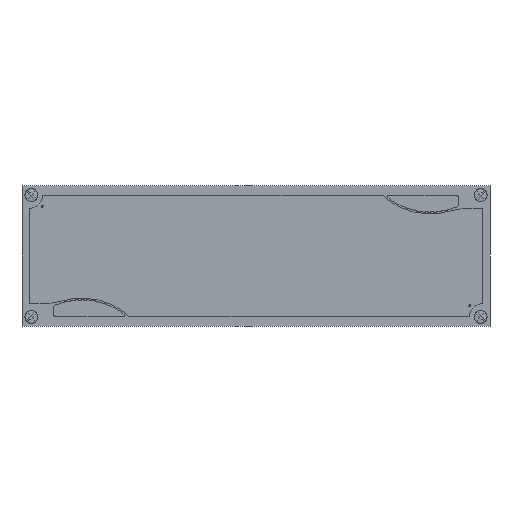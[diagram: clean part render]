
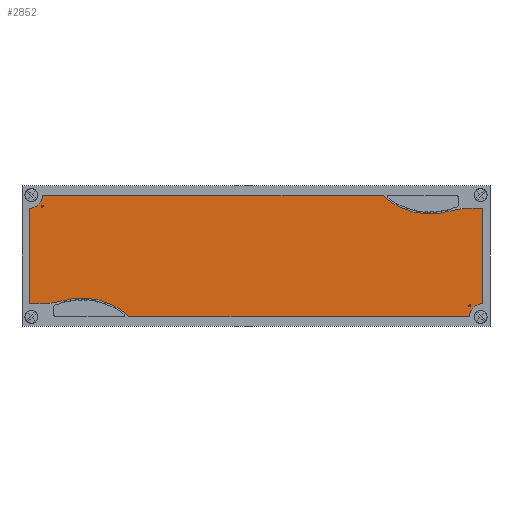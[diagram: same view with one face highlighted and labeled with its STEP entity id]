
A CAD part, front view. The second image highlights one B-rep face of the part: STEP entity #2852.
In plain terms, the highlighted planar face has unit normal (0, -1, 0).
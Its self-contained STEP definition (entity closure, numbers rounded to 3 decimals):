
#2852=ADVANCED_FACE('',(#5628,#5629,#5630),#5631,.T.);
#5628=FACE_BOUND('',#8361,.T.);
#5629=FACE_BOUND('',#8362,.T.);
#5630=FACE_OUTER_BOUND('',#8363,.T.);
#5631=PLANE('',#8364);
#8361=EDGE_LOOP('',(#16427,#16428));
#8362=EDGE_LOOP('',(#16429,#16430));
#8363=EDGE_LOOP('',(#16431,#16432,#16433,#16434,#16435,#16436,#16437,#16438,#16439,#16440,#16441,#16442));
#8364=AXIS2_PLACEMENT_3D('',#16443,#16444,#16445);
#16427=ORIENTED_EDGE('',*,*,#19355,.T.);
#16428=ORIENTED_EDGE('',*,*,#19321,.T.);
#16429=ORIENTED_EDGE('',*,*,#19359,.T.);
#16430=ORIENTED_EDGE('',*,*,#19316,.T.);
#16431=ORIENTED_EDGE('',*,*,#19864,.T.);
#16432=ORIENTED_EDGE('',*,*,#19860,.T.);
#16433=ORIENTED_EDGE('',*,*,#19855,.T.);
#16434=ORIENTED_EDGE('',*,*,#19872,.T.);
#16435=ORIENTED_EDGE('',*,*,#19873,.T.);
#16436=ORIENTED_EDGE('',*,*,#19874,.T.);
#16437=ORIENTED_EDGE('',*,*,#19875,.T.);
#16438=ORIENTED_EDGE('',*,*,#19876,.T.);
#16439=ORIENTED_EDGE('',*,*,#19877,.T.);
#16440=ORIENTED_EDGE('',*,*,#19878,.T.);
#16441=ORIENTED_EDGE('',*,*,#19879,.T.);
#16442=ORIENTED_EDGE('',*,*,#19868,.F.);
#16443=CARTESIAN_POINT('',(0.0,9.5,0.0));
#16444=DIRECTION('',(0.0,-1.0,0.0));
#16445=DIRECTION('',(0.0,0.0,-1.0));
#19316=EDGE_CURVE('',#23839,#23843,#23845,.T.);
#19321=EDGE_CURVE('',#23848,#23852,#23854,.T.);
#19355=EDGE_CURVE('',#23852,#23848,#23904,.T.);
#19359=EDGE_CURVE('',#23843,#23839,#23908,.T.);
#19855=EDGE_CURVE('',#24640,#24641,#24642,.T.);
#19860=EDGE_CURVE('',#24649,#24640,#24650,.T.);
#19864=EDGE_CURVE('',#24655,#24649,#24656,.T.);
#19868=EDGE_CURVE('',#24655,#24661,#24662,.T.);
#19872=EDGE_CURVE('',#24641,#24667,#24668,.T.);
#19873=EDGE_CURVE('',#24667,#24669,#24670,.T.);
#19874=EDGE_CURVE('',#24669,#24671,#24672,.T.);
#19875=EDGE_CURVE('',#24671,#24673,#24674,.T.);
#19876=EDGE_CURVE('',#24673,#24675,#24676,.T.);
#19877=EDGE_CURVE('',#24675,#24677,#24678,.T.);
#19878=EDGE_CURVE('',#24677,#24679,#24680,.T.);
#19879=EDGE_CURVE('',#24679,#24661,#24681,.T.);
#23839=VERTEX_POINT('',#30804);
#23843=VERTEX_POINT('',#30809);
#23845=CIRCLE('',#30812,1.1);
#23848=VERTEX_POINT('',#30815);
#23852=VERTEX_POINT('',#30820);
#23854=CIRCLE('',#30823,1.1);
#23904=CIRCLE('',#30881,1.1);
#23908=CIRCLE('',#30885,1.1);
#24640=VERTEX_POINT('',#31873);
#24641=VERTEX_POINT('',#31874);
#24642=CIRCLE('',#31875,75.627);
#24649=VERTEX_POINT('',#31884);
#24650=CIRCLE('',#31885,77.855);
#24655=VERTEX_POINT('',#31891);
#24656=LINE('',#31892,#31893);
#24661=VERTEX_POINT('',#31900);
#24662=LINE('',#31901,#31902);
#24667=VERTEX_POINT('',#31909);
#24668=LINE('',#31910,#31911);
#24669=VERTEX_POINT('',#31912);
#24670=CIRCLE('',#31913,14.0);
#24671=VERTEX_POINT('',#31914);
#24672=LINE('',#31915,#31916);
#24673=VERTEX_POINT('',#31917);
#24674=LINE('',#31918,#31919);
#24675=VERTEX_POINT('',#31920);
#24676=CIRCLE('',#31921,77.855);
#24677=VERTEX_POINT('',#31922);
#24678=CIRCLE('',#31923,75.627);
#24679=VERTEX_POINT('',#31924);
#24680=LINE('',#31925,#31926);
#24681=CIRCLE('',#31927,14.0);
#30804=CARTESIAN_POINT('',(229.434,9.5,-53.334));
#30809=CARTESIAN_POINT('',(227.234,9.5,-53.334));
#30812=AXIS2_PLACEMENT_3D('',#34896,#34897,#34898);
#30815=CARTESIAN_POINT('',(-227.234,9.5,53.334));
#30820=CARTESIAN_POINT('',(-229.434,9.5,53.334));
#30823=AXIS2_PLACEMENT_3D('',#34904,#34905,#34906);
#30881=AXIS2_PLACEMENT_3D('',#34963,#34964,#34965);
#30885=AXIS2_PLACEMENT_3D('',#34969,#34970,#34971);
#31873=CARTESIAN_POINT('',(207.3,9.5,48.));
#31874=CARTESIAN_POINT('',(134.8,9.5,65.));
#31875=AXIS2_PLACEMENT_3D('',#35543,#35544,#35545);
#31884=CARTESIAN_POINT('',(228.5,9.5,51.0));
#31885=AXIS2_PLACEMENT_3D('',#35551,#35552,#35553);
#31891=CARTESIAN_POINT('',(242.0,9.5,51.0));
#31892=CARTESIAN_POINT('',(117.625,9.5,51.0));
#31893=VECTOR('',#35558,1.0);
#31900=CARTESIAN_POINT('',(242.0,9.5,-51.0));
#31901=CARTESIAN_POINT('',(242.0,9.5,0.0));
#31902=VECTOR('',#35561,1.0);
#31909=CARTESIAN_POINT('',(-228.,9.5,65.));
#31910=CARTESIAN_POINT('',(0.0,9.5,65.0));
#31911=VECTOR('',#35564,1.0);
#31912=CARTESIAN_POINT('',(-242.0,9.5,51.0));
#31913=AXIS2_PLACEMENT_3D('',#35565,#35566,#35567);
#31914=CARTESIAN_POINT('',(-242.0,9.5,-51.0));
#31915=CARTESIAN_POINT('',(-242.0,9.5,0.0));
#31916=VECTOR('',#35568,1.0);
#31917=CARTESIAN_POINT('',(-228.5,9.5,-51.0));
#31918=CARTESIAN_POINT('',(-117.625,9.5,-51.0));
#31919=VECTOR('',#35569,1.0);
#31920=CARTESIAN_POINT('',(-207.3,9.5,-48.));
#31921=AXIS2_PLACEMENT_3D('',#35570,#35571,#35572);
#31922=CARTESIAN_POINT('',(-134.8,9.5,-65.));
#31923=AXIS2_PLACEMENT_3D('',#35573,#35574,#35575);
#31924=CARTESIAN_POINT('',(228.,9.5,-65.));
#31925=CARTESIAN_POINT('',(0.0,9.5,-65.0));
#31926=VECTOR('',#35576,1.0);
#31927=AXIS2_PLACEMENT_3D('',#35577,#35578,#35579);
#34896=CARTESIAN_POINT('',(228.334,9.5,-53.334));
#34897=DIRECTION('',(-0.0,1.0,0.0));
#34898=DIRECTION('',(1.0,0.0,0.0));
#34904=CARTESIAN_POINT('',(-228.334,9.5,53.334));
#34905=DIRECTION('',(-0.0,1.0,0.0));
#34906=DIRECTION('',(1.0,0.0,0.0));
#34963=CARTESIAN_POINT('',(-228.334,9.5,53.334));
#34964=DIRECTION('',(-0.0,1.0,0.0));
#34965=DIRECTION('',(1.0,0.0,0.0));
#34969=CARTESIAN_POINT('',(228.334,9.5,-53.334));
#34970=DIRECTION('',(-0.0,1.0,0.0));
#34971=DIRECTION('',(1.0,0.0,0.0));
#35543=CARTESIAN_POINT('',(186.078,9.5,120.589));
#35544=DIRECTION('',(0.0,1.0,0.0));
#35545=DIRECTION('',(-0.678,0.0,-0.735));
#35551=CARTESIAN_POINT('',(228.705,9.5,-26.855));
#35552=DIRECTION('',(0.0,-1.0,0.0));
#35553=DIRECTION('',(-0.003,0.0,1.));
#35558=DIRECTION('',(-1.0,-0.0,-0.0));
#35561=DIRECTION('',(0.0,0.0,-1.0));
#35564=DIRECTION('',(-1.0,0.0,0.0));
#35565=CARTESIAN_POINT('',(-242.,9.5,65.));
#35566=DIRECTION('',(-0.0,1.0,0.0));
#35567=DIRECTION('',(0.,0.0,-1.0));
#35568=DIRECTION('',(0.0,0.0,-1.0));
#35569=DIRECTION('',(1.0,0.0,-0.0));
#35570=CARTESIAN_POINT('',(-228.705,9.5,26.855));
#35571=DIRECTION('',(0.0,-1.0,0.0));
#35572=DIRECTION('',(0.003,0.0,-1.));
#35573=CARTESIAN_POINT('',(-186.078,9.5,-120.589));
#35574=DIRECTION('',(-0.0,1.0,0.0));
#35575=DIRECTION('',(0.678,0.0,0.735));
#35576=DIRECTION('',(1.0,0.0,0.0));
#35577=CARTESIAN_POINT('',(242.,9.5,-65.));
#35578=DIRECTION('',(0.0,1.0,-0.0));
#35579=DIRECTION('',(0.,0.0,1.0));
